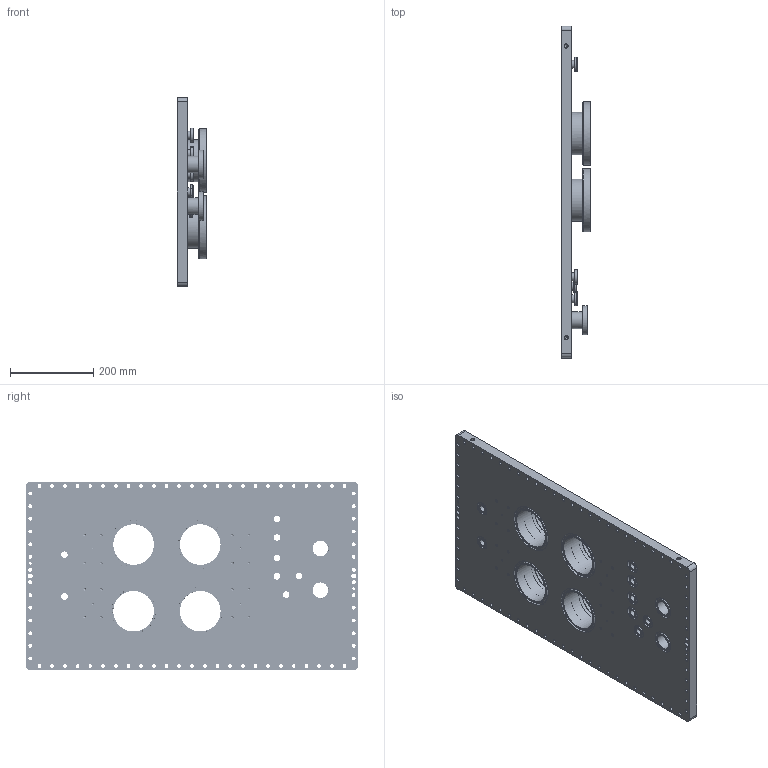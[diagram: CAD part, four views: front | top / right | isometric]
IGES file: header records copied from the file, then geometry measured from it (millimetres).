
Global section: file name: PAX-detector-flange.igs; native system: NX V9.0; preprocessor: SIEMENS PLM Software NX 9.0; date: 20150116.115704; units: millimetre
Bounding box: 71.29 x 796 x 452 mm (x, y, z)
Surface area: 1265999.2 mm2 (no closed solid volume)
Topology: 0 solids, 0 shells, 508 faces, 8366 edges, 8004 vertices
Faces by surface type: bspline 508
